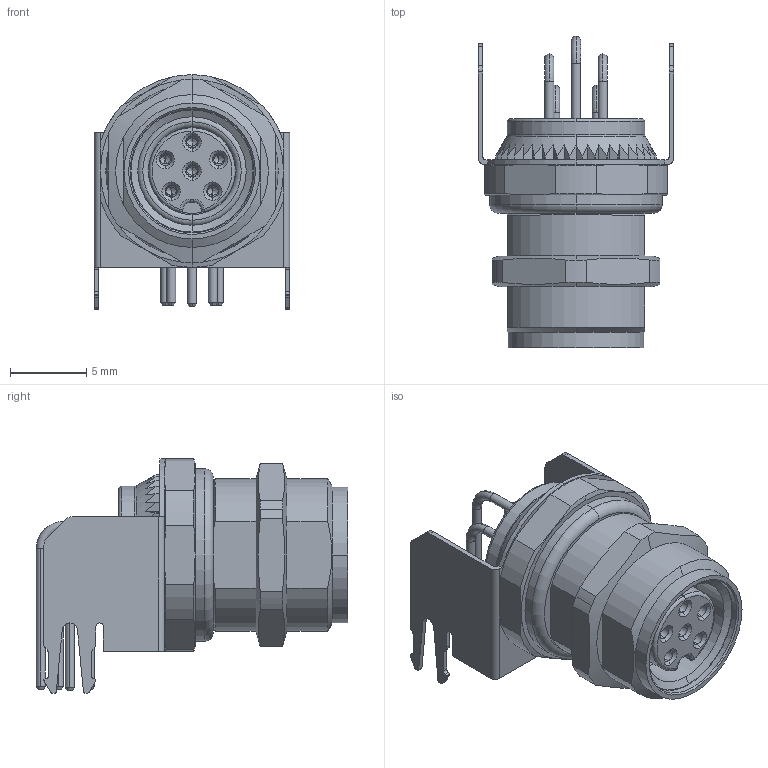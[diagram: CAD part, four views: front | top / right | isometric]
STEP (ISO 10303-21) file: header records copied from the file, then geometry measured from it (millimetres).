
FILE_DESCRIPTION(('SolidDesigner STEP Export'),'2;1');
FILE_NAME('1424243.stp','2012-07-04T10:54:47',(''),(''),'CoCreate Modeling STEP processor for AP214 (Solid Model)','CoCreate Modeling 16.00A 16-Aug-2008 (C) Parametric Technology GmbH','');
FILE_SCHEMA(('AUTOMOTIVE_DESIGN { 1 0 10303 214 1 1 1 1 }'));
Length unit declared in the file: millimetre
Products named in the file (2): 1424243
Assembly tree (1 placements, depth 2):
  1424243
    1424243
Bounding box: 12.8 x 20.4 x 15.35 mm (x, y, z)
Volume: 1202.1 mm3; surface area: 1562.6 mm2
Topology: 1 solids, 1 shells, 564 faces, 1557 edges, 1005 vertices
Faces by surface type: plane 231, cylinder 219, cone 70, torus 28, bspline 12, sphere 4
Entity records: 17149 total; most frequent: CARTESIAN_POINT 3664, ORIENTED_EDGE 3082, DIRECTION 2466, EDGE_CURVE 1541, VERTEX_POINT 1005, AXIS2_PLACEMENT_3D 888, VECTOR 690, LINE 690
